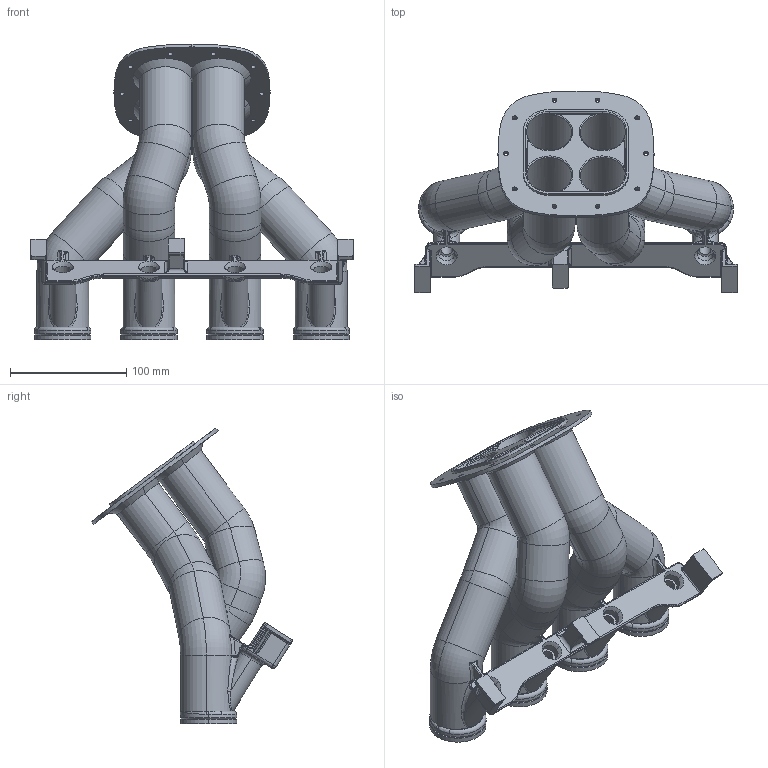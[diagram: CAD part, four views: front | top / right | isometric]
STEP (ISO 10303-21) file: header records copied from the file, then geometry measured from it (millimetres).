
FILE_DESCRIPTION(('CATIA V5 STEP Exchange'),'2;1');
FILE_NAME('EN_0300_003_BB_Tubulures.stp','2018-12-18T13:38:48+00:00',('none'),('none'),'CATIA Version 5 Release 19 SP 2 (IN-10)','CATIA V5 STEP AP203','none');
FILE_SCHEMA(('CONFIG_CONTROL_DESIGN'));
Length unit declared in the file: millimetre
Products named in the file (1): EN_0300_003_BB_Tubulures
Bounding box: 277 x 173.25 x 254 mm (x, y, z)
Volume: 529651 mm3; surface area: 319799.8 mm2
Topology: 1 solids, 1 shells, 662 faces, 1589 edges, 879 vertices
Faces by surface type: cylinder 280, bspline 146, torus 110, plane 80, cone 24, sphere 12, revolution 6, extrusion 4
Entity records: 28597 total; most frequent: CARTESIAN_POINT 15567, ORIENTED_EDGE 3074, DIRECTION 1857, EDGE_CURVE 1537, AXIS2_PLACEMENT_3D 1018, VERTEX_POINT 879, EDGE_LOOP 706, ADVANCED_FACE 662
